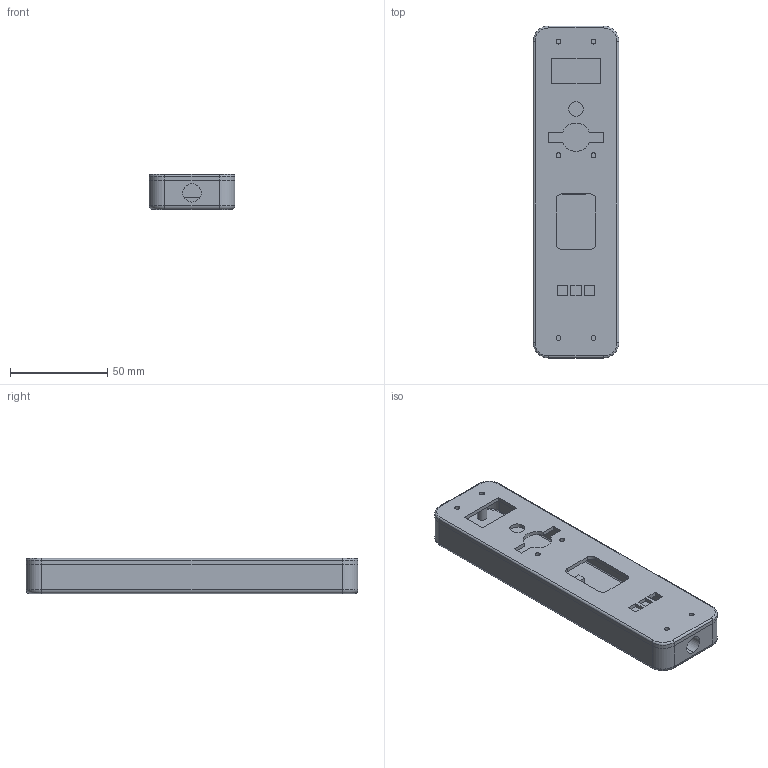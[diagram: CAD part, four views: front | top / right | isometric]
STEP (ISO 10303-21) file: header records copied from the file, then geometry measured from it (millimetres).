
FILE_DESCRIPTION (( 'STEP AP203' ), '1' );
FILE_NAME ('Main Casing.STEP', '2024-12-18T14:47:54', ( '' ), ( '' ), 'SwSTEP 2.0', 'SolidWorks 2023', '' );
FILE_SCHEMA (( 'CONFIG_CONTROL_DESIGN' ));
Length unit declared in the file: millimetre
Products named in the file (1): Main Casing
Bounding box: 44 x 170.26 x 18 mm (x, y, z)
Volume: 51227.7 mm3; surface area: 42009.1 mm2
Topology: 2 solids, 2 shells, 199 faces, 494 edges, 318 vertices
Faces by surface type: cylinder 99, plane 84, torus 16
Entity records: 6109 total; most frequent: DIRECTION 1104, CARTESIAN_POINT 1034, ORIENTED_EDGE 988, EDGE_CURVE 494, AXIS2_PLACEMENT_3D 412, VERTEX_POINT 318, VECTOR 280, LINE 280
